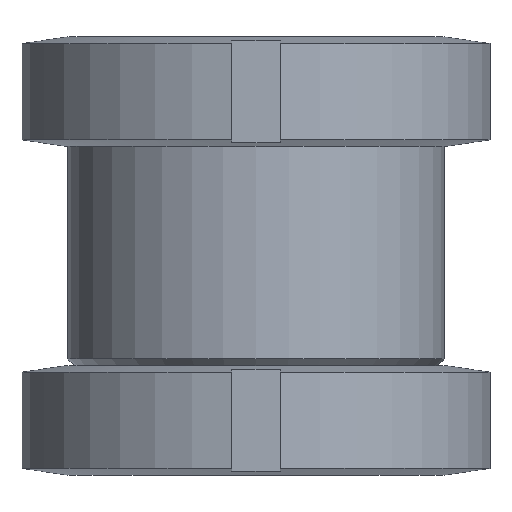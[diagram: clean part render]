
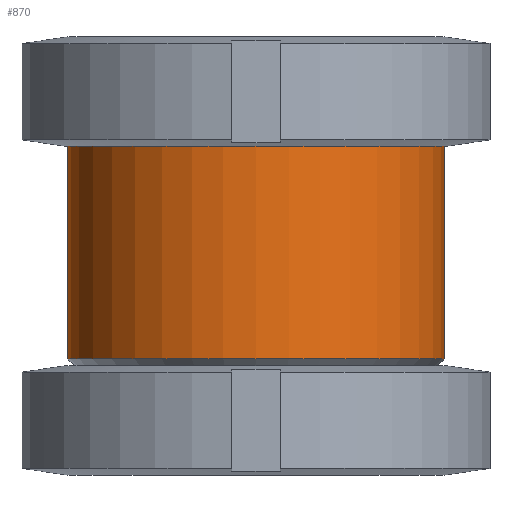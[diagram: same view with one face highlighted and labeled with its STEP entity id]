
A CAD part, front view. The second image highlights one B-rep face of the part: STEP entity #870.
In plain terms, the highlighted cylindrical face has radius 23.2 mm (diameter 46.4 mm), a partial arc.
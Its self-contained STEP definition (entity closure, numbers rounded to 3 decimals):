
#700=EDGE_CURVE('',#826,#832,#1493,.T.);
#714=EDGE_CURVE('',#848,#832,#1509,.T.);
#726=EDGE_CURVE('',#848,#1026,#1522,.T.);
#806=EDGE_CURVE('',#1026,#826,#1609,.T.);
#826=VERTEX_POINT('',#1632);
#832=VERTEX_POINT('',#1639);
#848=VERTEX_POINT('',#1656);
#870=ADVANCED_FACE('',(#1681),#1682,.T.);
#1026=VERTEX_POINT('',#1856);
#1493=LINE('',#2661,#2662);
#1509=CIRCLE('',#2683,23.2);
#1522=LINE('',#2717,#2718);
#1609=CIRCLE('',#2888,23.2);
#1632=CARTESIAN_POINT('',(-23.2,0.,14.31));
#1639=CARTESIAN_POINT('',(-23.2,0.,40.5));
#1656=CARTESIAN_POINT('',(23.2,0.,40.5));
#1681=FACE_OUTER_BOUND('',#3009,.T.);
#1682=CYLINDRICAL_SURFACE('',#3010,23.2);
#1856=CARTESIAN_POINT('',(23.2,0.,14.31));
#2661=CARTESIAN_POINT('',(-23.2,0.,27.405));
#2662=VECTOR('',#3920,1.0);
#2683=AXIS2_PLACEMENT_3D('',#3939,#3940,#3941);
#2717=CARTESIAN_POINT('',(23.2,0.,27.405));
#2718=VECTOR('',#3950,1.0);
#2888=AXIS2_PLACEMENT_3D('',#4022,#4023,#4024);
#3009=EDGE_LOOP('',(#4131,#4132,#4133,#4134));
#3010=AXIS2_PLACEMENT_3D('',#4135,#4136,#4137);
#3920=DIRECTION('',(-0.0,0.,1.0));
#3939=CARTESIAN_POINT('',(0.0,0.,40.5));
#3940=DIRECTION('',(0.0,0.,-1.0));
#3941=DIRECTION('',(1.0,0.0,0.0));
#3950=DIRECTION('',(0.0,0.,-1.0));
#4022=CARTESIAN_POINT('',(0.0,0.,14.31));
#4023=DIRECTION('',(0.0,0.,-1.0));
#4024=DIRECTION('',(1.0,0.0,0.0));
#4131=ORIENTED_EDGE('',*,*,#726,.F.);
#4132=ORIENTED_EDGE('',*,*,#714,.T.);
#4133=ORIENTED_EDGE('',*,*,#700,.F.);
#4134=ORIENTED_EDGE('',*,*,#806,.F.);
#4135=CARTESIAN_POINT('',(0.0,0.,27.405));
#4136=DIRECTION('',(-0.0,0.,1.0));
#4137=DIRECTION('',(1.0,0.0,0.0));
